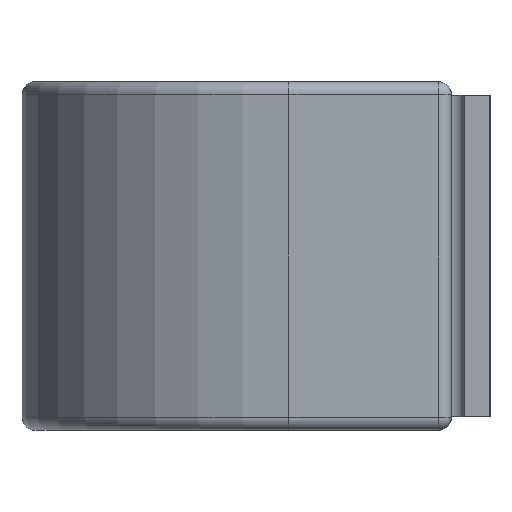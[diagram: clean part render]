
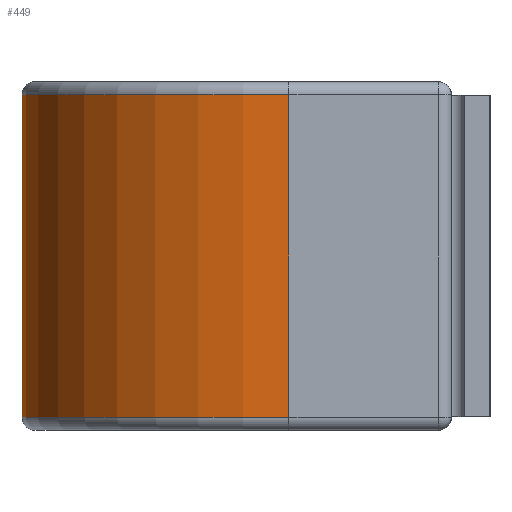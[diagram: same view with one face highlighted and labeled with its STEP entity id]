
A CAD part, left-side view. The second image highlights one B-rep face of the part: STEP entity #449.
In plain terms, the highlighted cylindrical face has radius 15.812 mm (diameter 31.623 mm), a partial arc.
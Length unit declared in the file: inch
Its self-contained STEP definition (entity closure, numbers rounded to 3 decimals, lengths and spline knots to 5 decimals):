
#18 = CARTESIAN_POINT ( 'NONE',  ( 2.1215, 0.46875, 0.37625 ) ) ;
#21 = VECTOR ( 'NONE', #23, 39.37008 ) ;
#23 = DIRECTION ( 'NONE',  ( 0., 0., 1. ) ) ;
#39 = VERTEX_POINT ( 'NONE', #170 ) ;
#118 = CARTESIAN_POINT ( 'NONE',  ( 1.499, 0.46875, 0.375 ) ) ;
#170 = CARTESIAN_POINT ( 'NONE',  ( 0.8765, 0.46875, 0.37625 ) ) ;
#210 = CARTESIAN_POINT ( 'NONE',  ( 1.499, 0.46875, 0.37625 ) ) ;
#326 = CARTESIAN_POINT ( 'NONE',  ( 1.499, 0.46875, -0.37625 ) ) ;
#344 = CIRCLE ( 'NONE', #801, 0.6225 ) ;
#368 = DIRECTION ( 'NONE',  ( 1., 0., 0. ) ) ;
#379 = CARTESIAN_POINT ( 'NONE',  ( 0.8765, 0.46875, -0.37625 ) ) ;
#449 = ADVANCED_FACE ( 'NONE', ( #845 ), #1390, .T. ) ;
#465 = AXIS2_PLACEMENT_3D ( 'NONE', #210, #1284, #368 ) ;
#475 = DIRECTION ( 'NONE',  ( 1., 0., 0. ) ) ;
#577 = EDGE_CURVE ( 'NONE', #761, #1394, #344, .T. ) ;
#620 = VERTEX_POINT ( 'NONE', #18 ) ;
#761 = VERTEX_POINT ( 'NONE', #989 ) ;
#801 = AXIS2_PLACEMENT_3D ( 'NONE', #326, #1386, #475 ) ;
#845 = FACE_OUTER_BOUND ( 'NONE', #1053, .T. ) ;
#984 = CARTESIAN_POINT ( 'NONE',  ( 2.1215, 0.46875, -0.37625 ) ) ;
#989 = CARTESIAN_POINT ( 'NONE',  ( 2.1215, 0.46875, -0.37625 ) ) ;
#1018 = EDGE_CURVE ( 'NONE', #620, #39, #1328, .T. ) ;
#1053 = EDGE_LOOP ( 'NONE', ( #1421, #1900, #1897, #1188 ) ) ;
#1116 = CARTESIAN_POINT ( 'NONE',  ( 0.8765, 0.46875, -0.37625 ) ) ;
#1137 = DIRECTION ( 'NONE',  ( 0., 0., 1. ) ) ;
#1188 = ORIENTED_EDGE ( 'NONE', *, *, #1018, .F. ) ;
#1213 = DIRECTION ( 'NONE',  ( 1., 0., 0. ) ) ;
#1245 = EDGE_CURVE ( 'NONE', #1394, #39, #1611, .T. ) ;
#1284 = DIRECTION ( 'NONE',  ( 0., 0., 1. ) ) ;
#1328 = CIRCLE ( 'NONE', #465, 0.6225 ) ;
#1386 = DIRECTION ( 'NONE',  ( 0., 0., 1. ) ) ;
#1390 = CYLINDRICAL_SURFACE ( 'NONE', #1831, 0.6225 ) ;
#1394 = VERTEX_POINT ( 'NONE', #379 ) ;
#1421 = ORIENTED_EDGE ( 'NONE', *, *, #1959, .F. ) ;
#1611 = LINE ( 'NONE', #1116, #21 ) ;
#1831 = AXIS2_PLACEMENT_3D ( 'NONE', #118, #1948, #1213 ) ;
#1897 = ORIENTED_EDGE ( 'NONE', *, *, #1245, .T. ) ;
#1900 = ORIENTED_EDGE ( 'NONE', *, *, #577, .T. ) ;
#1926 = VECTOR ( 'NONE', #1137, 39.37008 ) ;
#1948 = DIRECTION ( 'NONE',  ( 0., 0., 1. ) ) ;
#1959 = EDGE_CURVE ( 'NONE', #761, #620, #1973, .T. ) ;
#1973 = LINE ( 'NONE', #984, #1926 ) ;
